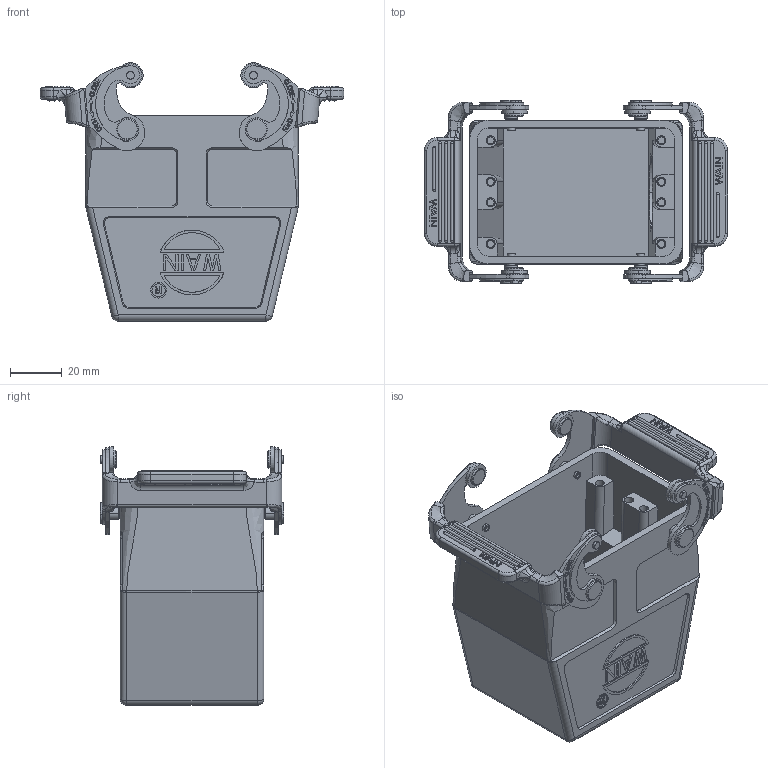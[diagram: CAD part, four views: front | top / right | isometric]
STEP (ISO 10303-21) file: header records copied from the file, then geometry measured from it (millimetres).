
FILE_DESCRIPTION(/* description */ (''),/* implementation_level */ '2;1');
FILE_NAME(/* name */ '3D_1100325415004_H32A-SEH-2L_SC-M32_V1.1.stp',/* time_stamp */ '2023-12-18T09:02:18+08:00',/* author */ (''),/* organization */ (''),/* preprocessor_version */ 'ST-DEVELOPER v18.1',/* originating_system */ 'SIEMENS PLM Software NX 1980',/* authorisation */ '');
FILE_SCHEMA (('AUTOMOTIVE_DESIGN { 1 0 10303 214 3 1 1 1 }'));
Products named in the file (1): H32A-SEH-2L_SC
Bounding box: 117.23 x 70.8 x 99.95 mm (x, y, z)
Volume: 98966.5 mm3; surface area: 60654.2 mm2
Topology: 1 solids, 1 shells, 1634 faces, 4412 edges, 2925 vertices
Faces by surface type: plane 814, cylinder 550, extrusion 78, bspline 64, cone 60, sphere 40, torus 28
Entity records: 58432 total; most frequent: CARTESIAN_POINT 19581, ORIENTED_EDGE 8744, DIRECTION 6915, EDGE_CURVE 4372, VERTEX_POINT 2925, AXIS2_PLACEMENT_3D 2384, VECTOR 2147, LINE 2069
